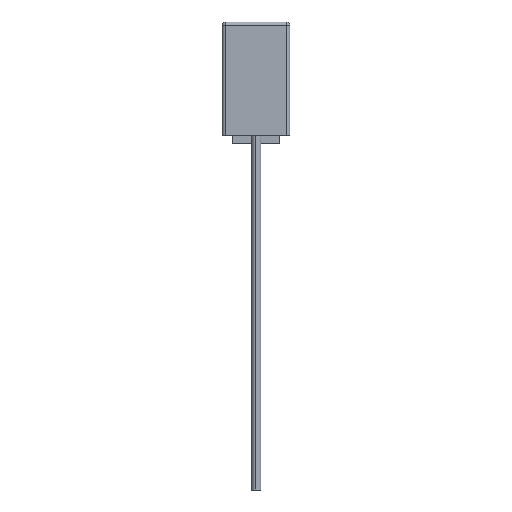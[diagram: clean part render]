
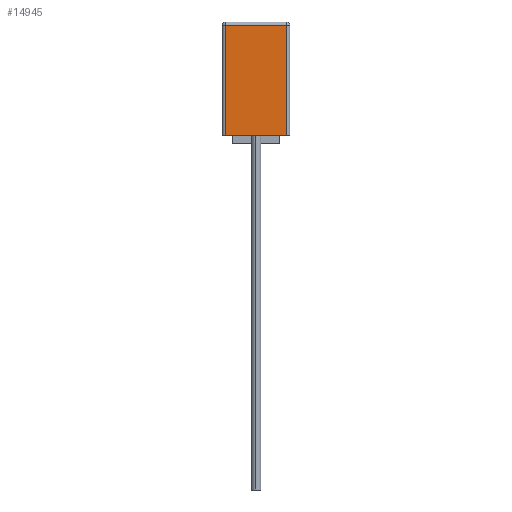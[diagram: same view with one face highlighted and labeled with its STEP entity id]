
A CAD part, left-side view. The second image highlights one B-rep face of the part: STEP entity #14945.
In plain terms, the highlighted planar face has unit normal (-1, 0, 0).
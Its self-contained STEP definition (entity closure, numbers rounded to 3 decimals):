
#1935 = CARTESIAN_POINT ( 'NONE',  ( -4.175, 1.95, -7.2 ) ) ;
#2317 = FACE_OUTER_BOUND ( 'NONE', #10987, .T. ) ;
#2347 = VECTOR ( 'NONE', #9728, 1000. ) ;
#3179 = LINE ( 'NONE', #15024, #19736 ) ;
#4417 = DIRECTION ( 'NONE',  ( -1., 0., 0. ) ) ;
#6305 = ORIENTED_EDGE ( 'NONE', *, *, #18047, .T. ) ;
#6637 = VERTEX_POINT ( 'NONE', #7913 ) ;
#6795 = DIRECTION ( 'NONE',  ( 0., 1., 0. ) ) ;
#6817 = CARTESIAN_POINT ( 'NONE',  ( -4.175, -1.95, -0.2 ) ) ;
#6917 = CARTESIAN_POINT ( 'NONE',  ( -4.175, 1.95, -0.2 ) ) ;
#7718 = CARTESIAN_POINT ( 'NONE',  ( -4.175, -2.15, -7.2 ) ) ;
#7913 = CARTESIAN_POINT ( 'NONE',  ( -4.175, -1.95, -7.2 ) ) ;
#9728 = DIRECTION ( 'NONE',  ( 0., 0., -1. ) ) ;
#9735 = DIRECTION ( 'NONE',  ( 0., -1., 0. ) ) ;
#10508 = CARTESIAN_POINT ( 'NONE',  ( -4.175, -1.95, -7.2 ) ) ;
#10679 = DIRECTION ( 'NONE',  ( 0., 0., 1. ) ) ;
#10987 = EDGE_LOOP ( 'NONE', ( #6305, #13364, #16937, #11512 ) ) ;
#11512 = ORIENTED_EDGE ( 'NONE', *, *, #19934, .T. ) ;
#11773 = EDGE_CURVE ( 'NONE', #13943, #13582, #12671, .T. ) ;
#12671 = LINE ( 'NONE', #21338, #2347 ) ;
#13364 = ORIENTED_EDGE ( 'NONE', *, *, #11773, .T. ) ;
#13582 = VERTEX_POINT ( 'NONE', #1935 ) ;
#13842 = VECTOR ( 'NONE', #9735, 1000. ) ;
#13943 = VERTEX_POINT ( 'NONE', #6917 ) ;
#14051 = PLANE ( 'NONE',  #19078 ) ;
#14444 = VECTOR ( 'NONE', #20476, 1000. ) ;
#14759 = EDGE_CURVE ( 'NONE', #13582, #6637, #18239, .T. ) ;
#14945 = ADVANCED_FACE ( 'NONE', ( #2317 ), #14051, .T. ) ;
#14963 = CARTESIAN_POINT ( 'NONE',  ( -4.175, -2.15, -7.2 ) ) ;
#15024 = CARTESIAN_POINT ( 'NONE',  ( -4.175, -2.15, -0.2 ) ) ;
#15636 = LINE ( 'NONE', #10508, #14444 ) ;
#16937 = ORIENTED_EDGE ( 'NONE', *, *, #14759, .T. ) ;
#18047 = EDGE_CURVE ( 'NONE', #20903, #13943, #3179, .T. ) ;
#18239 = LINE ( 'NONE', #14963, #13842 ) ;
#19078 = AXIS2_PLACEMENT_3D ( 'NONE', #7718, #4417, #10679 ) ;
#19736 = VECTOR ( 'NONE', #6795, 1000. ) ;
#19934 = EDGE_CURVE ( 'NONE', #6637, #20903, #15636, .T. ) ;
#20476 = DIRECTION ( 'NONE',  ( 0., 0., 1. ) ) ;
#20903 = VERTEX_POINT ( 'NONE', #6817 ) ;
#21338 = CARTESIAN_POINT ( 'NONE',  ( -4.175, 1.95, -7.2 ) ) ;
